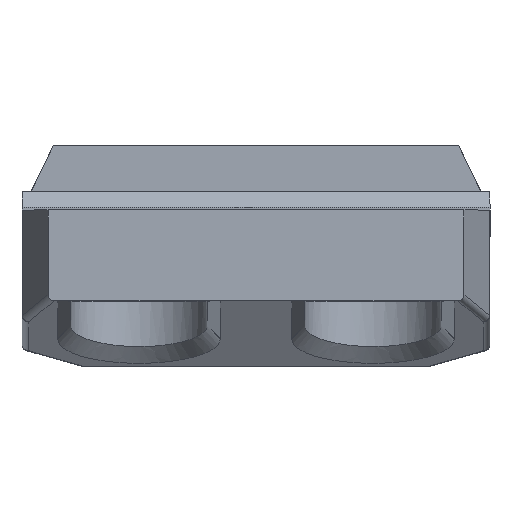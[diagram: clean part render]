
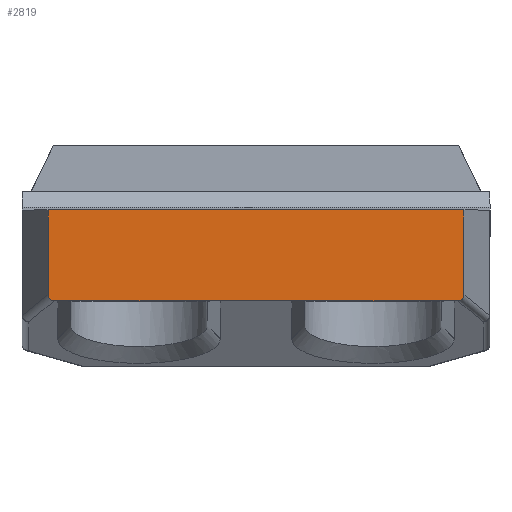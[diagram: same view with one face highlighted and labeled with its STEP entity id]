
A CAD part, top view. The second image highlights one B-rep face of the part: STEP entity #2819.
In plain terms, the highlighted planar face has unit normal (0, 0, 1).
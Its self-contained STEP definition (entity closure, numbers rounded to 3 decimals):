
#50=ELLIPSE('',#2970,0.552,0.5);
#58=ELLIPSE('',#2990,0.552,0.5);
#176=PLANE('',#3065);
#333=FACE_OUTER_BOUND('',#501,.T.);
#501=EDGE_LOOP('',(#2503,#2504,#2505,#2506,#2507,#2508,#2509,#2510,#2511,
#2512));
#743=LINE('',#4551,#1049);
#746=LINE('',#4577,#1052);
#747=LINE('',#4578,#1053);
#774=LINE('',#4758,#1080);
#782=LINE('',#4774,#1088);
#786=LINE('',#4784,#1092);
#802=LINE('',#4821,#1108);
#806=LINE('',#4830,#1112);
#1049=VECTOR('',#3637,10.);
#1052=VECTOR('',#3640,10.);
#1053=VECTOR('',#3641,10.);
#1080=VECTOR('',#3712,10.);
#1088=VECTOR('',#3726,10.);
#1092=VECTOR('',#3734,10.);
#1108=VECTOR('',#3768,10.);
#1112=VECTOR('',#3780,10.);
#1311=VERTEX_POINT('',#4236);
#1312=VERTEX_POINT('',#4237);
#1349=VERTEX_POINT('',#4329);
#1350=VERTEX_POINT('',#4330);
#1375=VERTEX_POINT('',#4418);
#1383=VERTEX_POINT('',#4517);
#1387=VERTEX_POINT('',#4550);
#1392=VERTEX_POINT('',#4575);
#1413=VERTEX_POINT('',#4756);
#1434=VERTEX_POINT('',#4820);
#1622=EDGE_CURVE('',#1311,#1312,#50,.T.);
#1668=EDGE_CURVE('',#1349,#1350,#58,.T.);
#1728=EDGE_CURVE('',#1350,#1387,#743,.T.);
#1734=EDGE_CURVE('',#1392,#1375,#746,.T.);
#1735=EDGE_CURVE('',#1383,#1311,#747,.T.);
#1775=EDGE_CURVE('',#1349,#1413,#774,.T.);
#1783=EDGE_CURVE('',#1375,#1383,#782,.T.);
#1788=EDGE_CURVE('',#1387,#1392,#786,.T.);
#1806=EDGE_CURVE('',#1434,#1312,#802,.T.);
#1811=EDGE_CURVE('',#1413,#1434,#806,.T.);
#2503=ORIENTED_EDGE('',*,*,#1622,.F.);
#2504=ORIENTED_EDGE('',*,*,#1735,.F.);
#2505=ORIENTED_EDGE('',*,*,#1783,.F.);
#2506=ORIENTED_EDGE('',*,*,#1734,.F.);
#2507=ORIENTED_EDGE('',*,*,#1788,.F.);
#2508=ORIENTED_EDGE('',*,*,#1728,.F.);
#2509=ORIENTED_EDGE('',*,*,#1668,.F.);
#2510=ORIENTED_EDGE('',*,*,#1775,.T.);
#2511=ORIENTED_EDGE('',*,*,#1811,.T.);
#2512=ORIENTED_EDGE('',*,*,#1806,.T.);
#2819=ADVANCED_FACE('',(#333),#176,.T.);
#2970=AXIS2_PLACEMENT_3D('',#4238,#3451,#3452);
#2990=AXIS2_PLACEMENT_3D('',#4331,#3526,#3527);
#3065=AXIS2_PLACEMENT_3D('',#4829,#3778,#3779);
#3451=DIRECTION('center_axis',(0.,0.,
-1.));
#3452=DIRECTION('ref_axis',(-0.778,-0.629,0.));
#3526=DIRECTION('center_axis',(0.,0.,
-1.));
#3527=DIRECTION('ref_axis',(0.778,-0.629,0.));
#3637=DIRECTION('',(-1.,0.,0.));
#3640=DIRECTION('',(-1.,0.,0.));
#3641=DIRECTION('',(-1.,0.,0.));
#3712=DIRECTION('',(0.,1.,0.));
#3726=DIRECTION('',(-1.,0.,0.));
#3734=DIRECTION('',(-1.,0.,0.));
#3768=DIRECTION('',(0.,-1.,0.));
#3778=DIRECTION('center_axis',(0.,0.,
1.));
#3779=DIRECTION('ref_axis',(1.,0.,0.));
#3780=DIRECTION('',(-1.,0.,0.));
#4236=CARTESIAN_POINT('',(-24.117,-15.,9.4));
#4237=CARTESIAN_POINT('',(-24.598,-14.529,9.4));
#4238=CARTESIAN_POINT('Origin',(-24.066,-14.479,9.4));
#4329=CARTESIAN_POINT('',(7.398,-14.529,9.4));
#4330=CARTESIAN_POINT('',(6.917,-15.,9.4));
#4331=CARTESIAN_POINT('Origin',(6.866,-14.479,9.4));
#4418=CARTESIAN_POINT('',(-11.35,-15.,9.4));
#4517=CARTESIAN_POINT('',(-23.85,-15.,9.4));
#4550=CARTESIAN_POINT('',(6.65,-15.,9.4));
#4551=CARTESIAN_POINT('',(-4.272,-15.,9.4));
#4575=CARTESIAN_POINT('',(-5.85,-15.,9.4));
#4577=CARTESIAN_POINT('',(-6.436,-15.,9.4));
#4578=CARTESIAN_POINT('',(-6.436,-15.,9.4));
#4756=CARTESIAN_POINT('',(7.398,-8.,9.4));
#4758=CARTESIAN_POINT('',(7.398,-10.3,9.4));
#4774=CARTESIAN_POINT('',(-6.436,-15.,9.4));
#4784=CARTESIAN_POINT('',(-4.272,-15.,9.4));
#4820=CARTESIAN_POINT('',(-24.598,-8.,9.4));
#4821=CARTESIAN_POINT('',(-24.598,-10.3,9.4));
#4829=CARTESIAN_POINT('Origin',(-8.6,-14.,9.4));
#4830=CARTESIAN_POINT('',(9.4,-8.,9.4));
